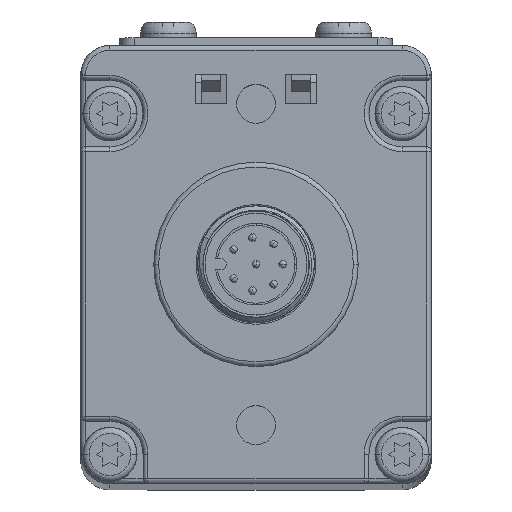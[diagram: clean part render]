
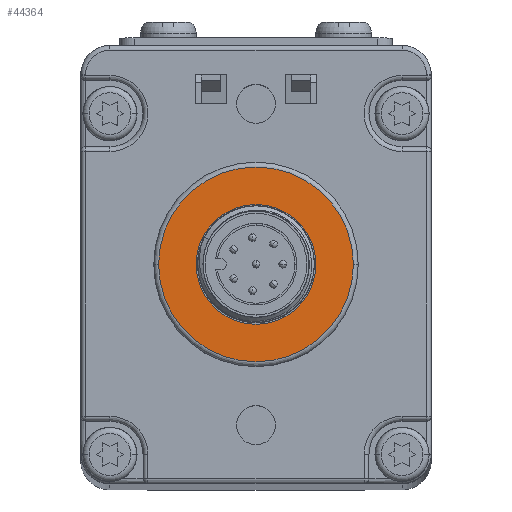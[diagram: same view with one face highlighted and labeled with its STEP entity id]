
A CAD part, top view. The second image highlights one B-rep face of the part: STEP entity #44364.
In plain terms, the highlighted planar face has unit normal (0, 0, 1).
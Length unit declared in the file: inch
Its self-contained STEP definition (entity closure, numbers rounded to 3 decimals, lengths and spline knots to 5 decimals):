
#16420=CARTESIAN_POINT('',(0.,0.88583,0.15748));
#16421=DIRECTION('',(0.,0.,1.));
#16422=DIRECTION('',(1.,0.,0.));
#16423=AXIS2_PLACEMENT_3D('',#16420,#16421,#16422);
#16435=CARTESIAN_POINT('',(0.,0.88583,0.15748));
#16436=DIRECTION('',(0.,0.,1.));
#16437=DIRECTION('',(1.,0.,0.));
#16438=AXIS2_PLACEMENT_3D('',#16435,#16436,#16437);
#16440=CARTESIAN_POINT('',(0.,0.88583,0.15748));
#16441=DIRECTION('',(0.,0.,1.));
#16442=DIRECTION('',(-1.,0.,0.));
#16443=AXIS2_PLACEMENT_3D('',#16440,#16441,#16442);
#16445=CARTESIAN_POINT('',(0.,0.88583,0.15748));
#16446=DIRECTION('',(0.,0.,1.));
#16447=DIRECTION('',(-1.,0.,0.));
#16448=AXIS2_PLACEMENT_3D('',#16445,#16446,#16447);
#20038=CARTESIAN_POINT('',(0.24213,0.88583,
0.15748));
#20039=CARTESIAN_POINT('',(-0.24213,0.88583,
0.15748));
#20040=VERTEX_POINT('',#20038);
#20041=VERTEX_POINT('',#20039);
#20314=CARTESIAN_POINT('',(0.3937,0.88583,
0.15748));
#20315=CARTESIAN_POINT('',(-0.3937,0.88583,
0.15748));
#20316=VERTEX_POINT('',#20314);
#20317=VERTEX_POINT('',#20315);
#44348=CARTESIAN_POINT('',(0.,0.,0.15748));
#44349=DIRECTION('',(0.,0.,1.));
#44350=DIRECTION('',(1.,0.,0.));
#44351=AXIS2_PLACEMENT_3D('',#44348,#44349,#44350);
#44352=PLANE('',#44351);
#44353=ORIENTED_EDGE('',*,*,#44338,.F.);
#44355=ORIENTED_EDGE('',*,*,#44354,.F.);
#44356=EDGE_LOOP('',(#44353,#44355));
#44357=FACE_OUTER_BOUND('',#44356,.F.);
#44359=ORIENTED_EDGE('',*,*,#44358,.T.);
#44361=ORIENTED_EDGE('',*,*,#44360,.T.);
#44362=EDGE_LOOP('',(#44359,#44361));
#44363=FACE_BOUND('',#44362,.F.);
#44364=ADVANCED_FACE('',(#44357,#44363),#44352,.T.);
#16424=CIRCLE('',#16423,0.3937);
#16439=CIRCLE('',#16438,0.24213);
#16444=CIRCLE('',#16443,0.24213);
#16449=CIRCLE('',#16448,0.3937);
#44338=EDGE_CURVE('',#20316,#20317,#16424,.T.);
#44354=EDGE_CURVE('',#20317,#20316,#16449,.T.);
#44358=EDGE_CURVE('',#20040,#20041,#16439,.T.);
#44360=EDGE_CURVE('',#20041,#20040,#16444,.T.);
